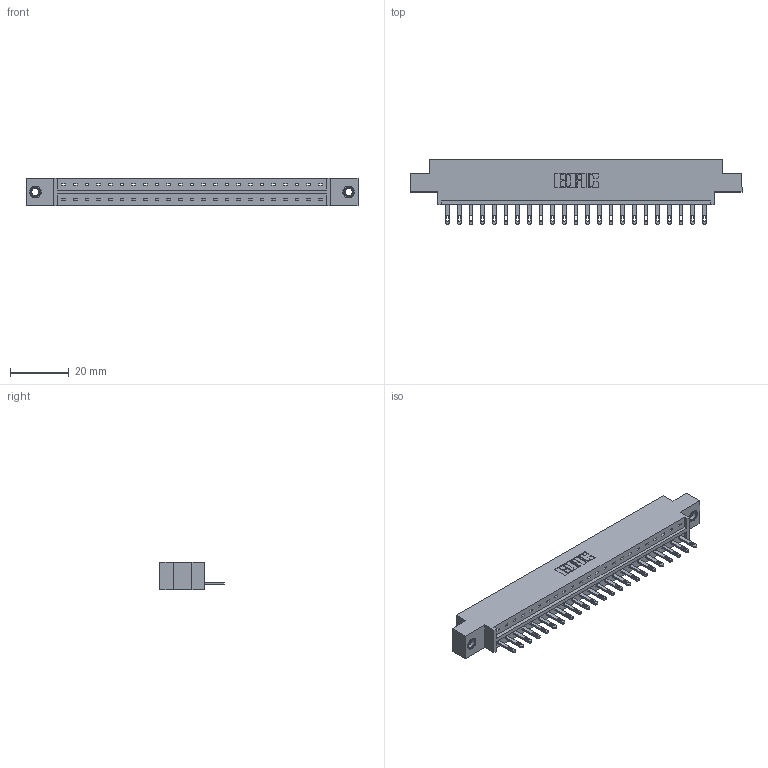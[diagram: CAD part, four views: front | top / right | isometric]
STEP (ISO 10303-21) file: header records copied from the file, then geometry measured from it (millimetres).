
FILE_DESCRIPTION (( 'STEP AP203' ), '1' );
FILE_NAME ('333-023-500-607.STEP', '2018-08-02T03:09:13', ( '' ), ( '' ), 'SwSTEP 2.0', 'SolidWorks 2016', '' );
FILE_SCHEMA (( 'CONFIG_CONTROL_DESIGN' ));
Length unit declared in the file: inch
Products named in the file (4): 333 Part_Offset - .156 Dia - TI; 345-292-001_345-293-100; 345-250-001_345-250-005-103; 333-023-500-607
Assembly tree (26 placements, depth 2):
  333-023-500-607
    333 Part_Offset - .156 Dia - TI
    345-292-001_345-293-100  x23
    345-250-001_345-250-005-103  x2
Bounding box: 112.67 x 21.85 x 9.4 mm (x, y, z)
Volume: 10947.7 mm3; surface area: 12012.3 mm2
Topology: 26 solids, 26 shells, 1420 faces, 4323 edges, 2874 vertices
Faces by surface type: plane 934, cylinder 470, cone 12, torus 4
Entity records: 17766 total; most frequent: CARTESIAN_POINT 3050, ORIENTED_EDGE 3002, DIRECTION 2645, EDGE_CURVE 1501, VECTOR 1349, LINE 1349, VERTEX_POINT 996, AXIS2_PLACEMENT_3D 648
